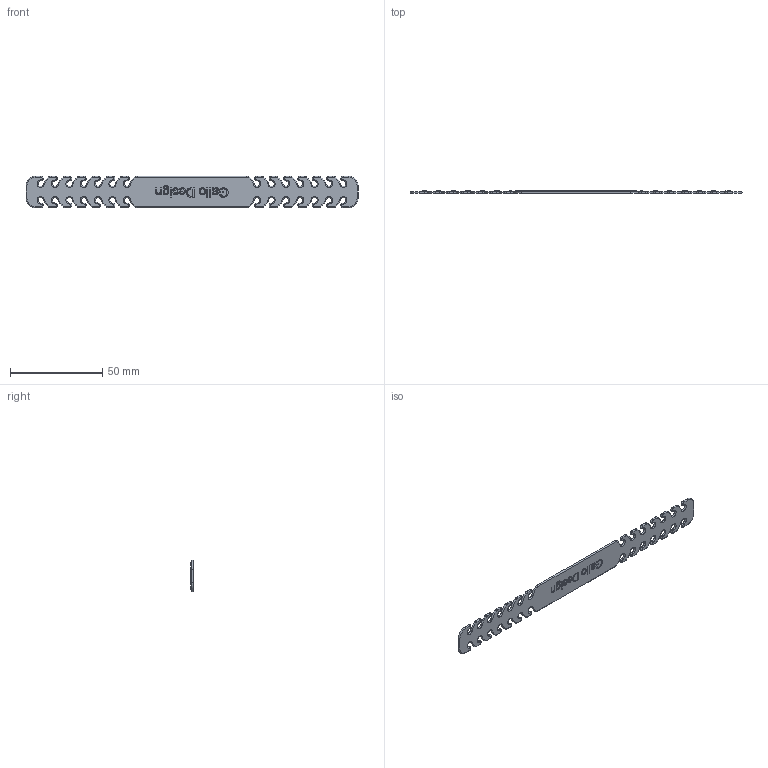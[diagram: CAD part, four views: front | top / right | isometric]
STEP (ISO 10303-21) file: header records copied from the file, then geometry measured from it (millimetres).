
FILE_DESCRIPTION(/* description */ (''),/* implementation_level */ '2;1');
FILE_NAME(/* name */ 'Mask Extender XL v5.step',/* time_stamp */ '2020-06-06T09:48:00+02:00',/* author */ (''),/* organization */ (''),/* preprocessor_version */ 'ST-DEVELOPER v18.1',/* originating_system */ 'Autodesk Translation Framework v9.3.0.1241',/* authorisation */ '');
FILE_SCHEMA (('AUTOMOTIVE_DESIGN { 1 0 10303 214 3 1 1 }'));
Length unit declared in the file: millimetre
Products named in the file (1): Mask Extender XL
Bounding box: 180 x 1.5 x 17 mm (x, y, z)
Volume: 2662.3 mm3; surface area: 6051.3 mm2
Topology: 1 solids, 1 shells, 952 faces, 2742 edges, 1836 vertices
Faces by surface type: bspline 440, plane 340, torus 116, cylinder 32, cone 24
Entity records: 35920 total; most frequent: CARTESIAN_POINT 13669, ORIENTED_EDGE 5468, DIRECTION 3224, EDGE_CURVE 2734, VERTEX_POINT 1832, LINE 1398, VECTOR 1398, EDGE_LOOP 1000
